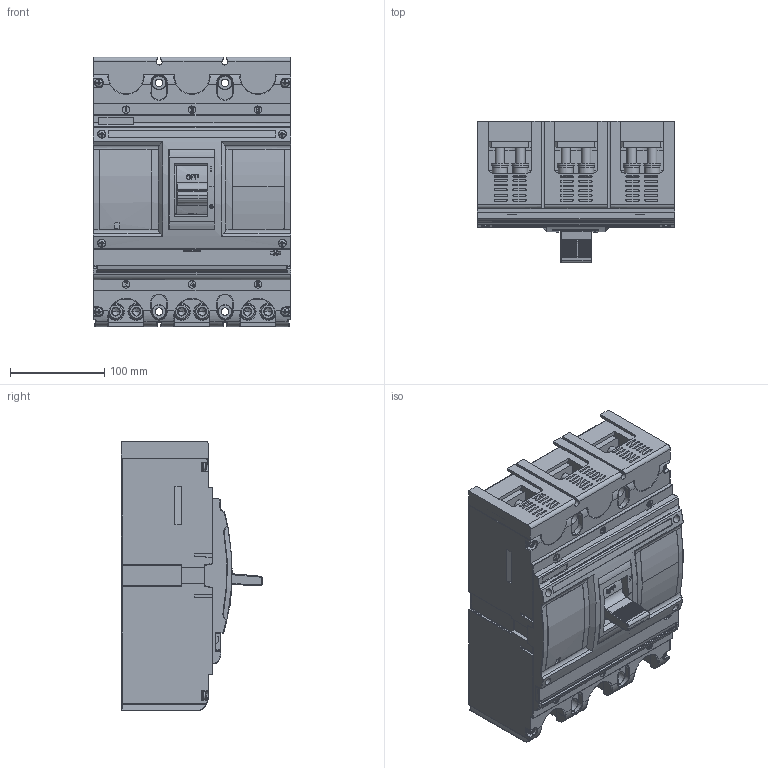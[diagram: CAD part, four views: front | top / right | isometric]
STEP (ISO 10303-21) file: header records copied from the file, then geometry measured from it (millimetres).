
FILE_DESCRIPTION (( 'STEP AP214' ), '1' );
FILE_NAME ('1250 MCCB-3p.STEP', '2025-02-25T13:23:25', ( '' ), ( '' ), 'SwSTEP 2.0', 'SolidWorks 2022', '' );
FILE_SCHEMA (( 'AUTOMOTIVE_DESIGN' ));
Length unit declared in the file: millimetre
Products named in the file (1): 1250 MCCB-3p
Bounding box: 210.03 x 150.51 x 286.2 mm (x, y, z)
Volume: 5449388.4 mm3; surface area: 465798 mm2
Topology: 1 solids, 117 shells, 4915 faces, 12614 edges, 7938 vertices
Faces by surface type: plane 2799, cylinder 1439, cone 199, bspline 179, sphere 156, torus 143
Entity records: 223545 total; most frequent: CARTESIAN_POINT 55860, ORIENTED_EDGE 24986, DIRECTION 24173, EDGE_CURVE 12493, AXIS2_PLACEMENT_3D 8134, LINE 7905, VECTOR 7905, VERTEX_POINT 7897
